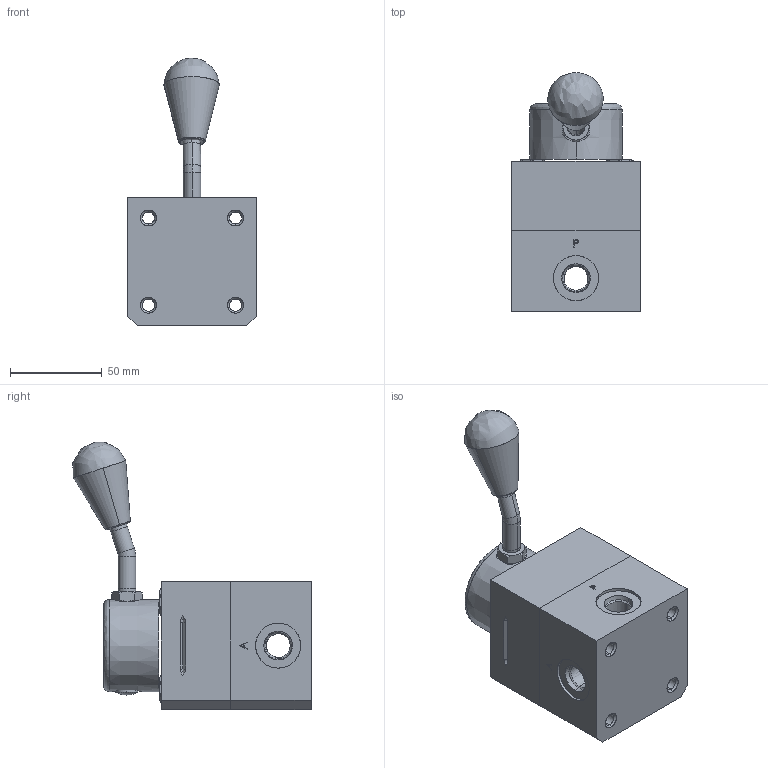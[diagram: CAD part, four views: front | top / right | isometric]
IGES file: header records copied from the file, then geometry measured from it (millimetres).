
Start section: SolidWorks IGES file using analytic representation for surfaces
Global section: file name: ECA'TSK6334-AW11.IGS; native system: SolidWorks 2022; preprocessor: SolidWorks 2022; author: mks; date: 240110.155645; units: millimetre
Bounding box: 70 x 130.16 x 146.03 mm (x, y, z)
Surface area: 57150.9 mm2 (no closed solid volume)
Topology: 0 solids, 0 shells, 254 faces, 3422 edges, 3421 vertices
Faces by surface type: revolution 136, bspline 118
